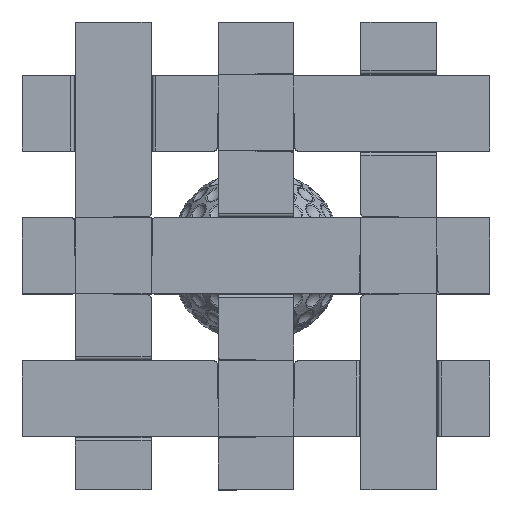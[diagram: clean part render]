
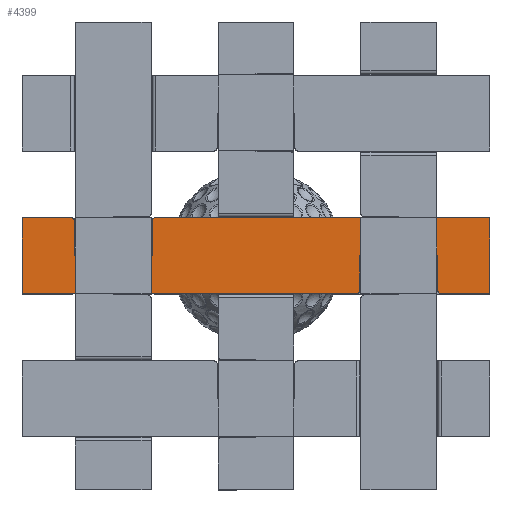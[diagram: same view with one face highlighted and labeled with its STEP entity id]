
A CAD part, top view. The second image highlights one B-rep face of the part: STEP entity #4399.
In plain terms, the highlighted planar face has unit normal (0, 0, 1).
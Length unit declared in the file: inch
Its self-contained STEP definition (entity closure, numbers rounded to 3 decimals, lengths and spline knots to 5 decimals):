
#798=PLANE('',#4828);
#846=FACE_OUTER_BOUND('',#1235,.T.);
#1235=EDGE_LOOP('',(#3644,#3645,#3646,#3647,#3648,#3649,#3650,#3651,#3652,
#3653,#3654,#3655,#3656,#3657,#3658,#3659));
#1974=LINE('',#7338,#2082);
#1984=LINE('',#7363,#2092);
#2001=LINE('',#7409,#2109);
#2010=LINE('',#7430,#2118);
#2012=LINE('',#7435,#2120);
#2014=LINE('',#7438,#2122);
#2015=LINE('',#7441,#2123);
#2017=LINE('',#7444,#2125);
#2018=LINE('',#7447,#2126);
#2020=LINE('',#7451,#2128);
#2022=LINE('',#7454,#2130);
#2023=LINE('',#7456,#2131);
#2082=VECTOR('',#5683,0.46875);
#2092=VECTOR('',#5703,3.21875);
#2109=VECTOR('',#5744,0.33375);
#2118=VECTOR('',#5763,0.46875);
#2120=VECTOR('',#5769,0.33375);
#2122=VECTOR('',#5773,0.75);
#2123=VECTOR('',#5776,3.21875);
#2125=VECTOR('',#5780,0.73);
#2126=VECTOR('',#5783,0.33375);
#2128=VECTOR('',#5787,0.75);
#2130=VECTOR('',#5791,0.33375);
#2131=VECTOR('',#5794,0.73);
#2144=CIRCLE('',#4794,0.03125);
#2147=CIRCLE('',#4800,0.03125);
#2152=CIRCLE('',#4811,0.03125);
#2155=CIRCLE('',#4817,0.03125);
#2540=VERTEX_POINT('',#7325);
#2541=VERTEX_POINT('',#7326);
#2545=VERTEX_POINT('',#7336);
#2553=VERTEX_POINT('',#7356);
#2554=VERTEX_POINT('',#7357);
#2555=VERTEX_POINT('',#7362);
#2567=VERTEX_POINT('',#7396);
#2568=VERTEX_POINT('',#7397);
#2572=VERTEX_POINT('',#7407);
#2577=VERTEX_POINT('',#7422);
#2578=VERTEX_POINT('',#7423);
#2579=VERTEX_POINT('',#7428);
#2580=VERTEX_POINT('',#7434);
#2581=VERTEX_POINT('',#7440);
#2582=VERTEX_POINT('',#7446);
#2583=VERTEX_POINT('',#7450);
#2990=EDGE_CURVE('',#2540,#2541,#2144,.T.);
#2996=EDGE_CURVE('',#2540,#2545,#1974,.T.);
#3005=EDGE_CURVE('',#2553,#2554,#2147,.T.);
#3008=EDGE_CURVE('',#2555,#2554,#1984,.T.);
#3025=EDGE_CURVE('',#2567,#2568,#2152,.T.);
#3031=EDGE_CURVE('',#2567,#2572,#2001,.T.);
#3038=EDGE_CURVE('',#2577,#2578,#2155,.T.);
#3042=EDGE_CURVE('',#2577,#2579,#2010,.T.);
#3044=EDGE_CURVE('',#2580,#2578,#2012,.T.);
#3046=EDGE_CURVE('',#2572,#2580,#2014,.T.);
#3047=EDGE_CURVE('',#2581,#2568,#2015,.T.);
#3049=EDGE_CURVE('',#2545,#2581,#2017,.T.);
#3050=EDGE_CURVE('',#2582,#2541,#2018,.T.);
#3052=EDGE_CURVE('',#2583,#2582,#2020,.T.);
#3054=EDGE_CURVE('',#2553,#2583,#2022,.T.);
#3055=EDGE_CURVE('',#2579,#2555,#2023,.T.);
#3644=ORIENTED_EDGE('',*,*,#2990,.F.);
#3645=ORIENTED_EDGE('',*,*,#2996,.T.);
#3646=ORIENTED_EDGE('',*,*,#3049,.T.);
#3647=ORIENTED_EDGE('',*,*,#3047,.T.);
#3648=ORIENTED_EDGE('',*,*,#3025,.F.);
#3649=ORIENTED_EDGE('',*,*,#3031,.T.);
#3650=ORIENTED_EDGE('',*,*,#3046,.T.);
#3651=ORIENTED_EDGE('',*,*,#3044,.T.);
#3652=ORIENTED_EDGE('',*,*,#3038,.F.);
#3653=ORIENTED_EDGE('',*,*,#3042,.T.);
#3654=ORIENTED_EDGE('',*,*,#3055,.T.);
#3655=ORIENTED_EDGE('',*,*,#3008,.T.);
#3656=ORIENTED_EDGE('',*,*,#3005,.F.);
#3657=ORIENTED_EDGE('',*,*,#3054,.T.);
#3658=ORIENTED_EDGE('',*,*,#3052,.T.);
#3659=ORIENTED_EDGE('',*,*,#3050,.T.);
#4399=ADVANCED_FACE('',(#846),#798,.T.);
#4794=AXIS2_PLACEMENT_3D('',#7327,#5673,#5674);
#4800=AXIS2_PLACEMENT_3D('',#7358,#5697,#5698);
#4811=AXIS2_PLACEMENT_3D('',#7398,#5734,#5735);
#4817=AXIS2_PLACEMENT_3D('',#7424,#5756,#5757);
#4828=AXIS2_PLACEMENT_3D('',#7457,#5795,#5796);
#5673=DIRECTION('center_axis',(0.,0.,-1.));
#5674=DIRECTION('ref_axis',(-0.707,-0.707,0.));
#5683=DIRECTION('',(1.,0.,0.));
#5697=DIRECTION('center_axis',(0.,0.,-1.));
#5698=DIRECTION('ref_axis',(0.707,-0.707,0.));
#5703=DIRECTION('',(1.,0.,0.));
#5734=DIRECTION('center_axis',(0.,0.,-1.));
#5735=DIRECTION('ref_axis',(-0.707,0.707,0.));
#5744=DIRECTION('',(0.,-1.,0.));
#5756=DIRECTION('center_axis',(0.,0.,-1.));
#5757=DIRECTION('ref_axis',(0.707,0.707,0.));
#5763=DIRECTION('',(-1.,0.,0.));
#5769=DIRECTION('',(0.,1.,0.));
#5773=DIRECTION('',(-1.,0.,0.));
#5776=DIRECTION('',(-1.,0.,0.));
#5780=DIRECTION('',(0.,1.,0.));
#5783=DIRECTION('',(0.,-1.,0.));
#5787=DIRECTION('',(1.,0.,0.));
#5791=DIRECTION('',(0.,1.,0.));
#5794=DIRECTION('',(0.,-1.,0.));
#5795=DIRECTION('center_axis',(0.,0.,1.));
#5796=DIRECTION('ref_axis',(1.,0.,0.));
#7325=CARTESIAN_POINT('',(4.03125,0.,0.73));
#7326=CARTESIAN_POINT('',(4.,0.03125,0.73));
#7327=CARTESIAN_POINT('Origin',(4.03125,0.03125,0.73));
#7336=CARTESIAN_POINT('',(4.5,0.,0.73));
#7338=CARTESIAN_POINT('',(4.5,0.,0.73));
#7356=CARTESIAN_POINT('',(3.25,0.03125,0.73));
#7357=CARTESIAN_POINT('',(3.21875,0.,0.73));
#7358=CARTESIAN_POINT('Origin',(3.21875,0.03125,0.73));
#7362=CARTESIAN_POINT('',(0.,0.,0.73));
#7363=CARTESIAN_POINT('',(3.25,0.,0.73));
#7396=CARTESIAN_POINT('',(1.25,0.69875,0.73));
#7397=CARTESIAN_POINT('',(1.28125,0.73,0.73));
#7398=CARTESIAN_POINT('Origin',(1.28125,0.69875,0.73));
#7407=CARTESIAN_POINT('',(1.25,0.365,0.73));
#7409=CARTESIAN_POINT('',(1.25,0.365,0.73));
#7422=CARTESIAN_POINT('',(0.46875,0.73,0.73));
#7423=CARTESIAN_POINT('',(0.5,0.69875,0.73));
#7424=CARTESIAN_POINT('Origin',(0.46875,0.69875,0.73));
#7428=CARTESIAN_POINT('',(0.,0.73,0.73));
#7430=CARTESIAN_POINT('',(0.,0.73,0.73));
#7434=CARTESIAN_POINT('',(0.5,0.365,0.73));
#7435=CARTESIAN_POINT('',(0.5,0.73,0.73));
#7438=CARTESIAN_POINT('',(0.5,0.365,0.73));
#7440=CARTESIAN_POINT('',(4.5,0.73,0.73));
#7441=CARTESIAN_POINT('',(1.25,0.73,0.73));
#7444=CARTESIAN_POINT('',(4.5,0.73,0.73));
#7446=CARTESIAN_POINT('',(4.,0.365,0.73));
#7447=CARTESIAN_POINT('',(4.,0.,0.73));
#7450=CARTESIAN_POINT('',(3.25,0.365,0.73));
#7451=CARTESIAN_POINT('',(4.,0.365,0.73));
#7454=CARTESIAN_POINT('',(3.25,0.365,0.73));
#7456=CARTESIAN_POINT('',(0.,0.,0.73));
#7457=CARTESIAN_POINT('Origin',(2.25,0.365,0.73));
